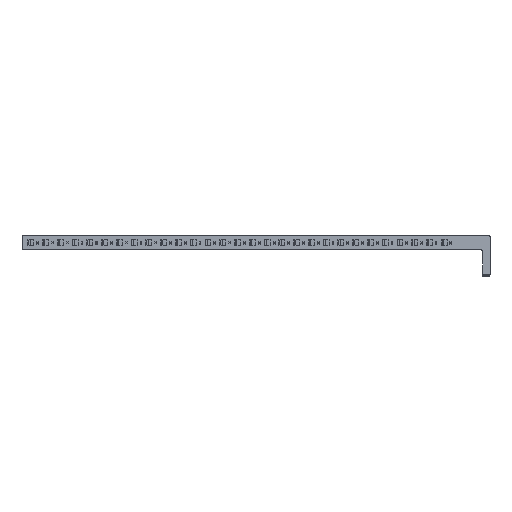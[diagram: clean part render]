
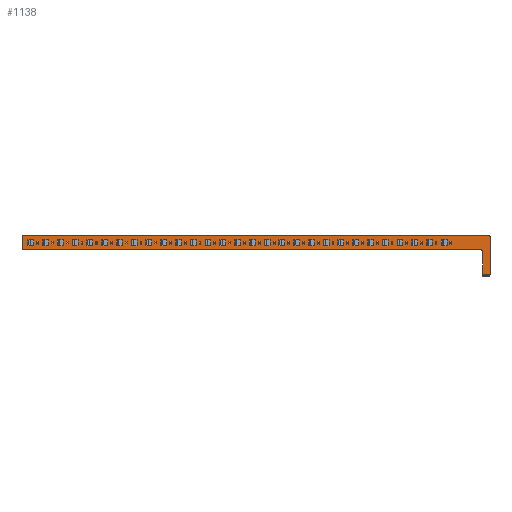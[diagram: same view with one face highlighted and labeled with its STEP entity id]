
A CAD part, front view. The second image highlights one B-rep face of the part: STEP entity #1138.
In plain terms, the highlighted planar face has unit normal (0, -1, 0).
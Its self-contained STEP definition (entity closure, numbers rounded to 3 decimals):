
#1113 = VERTEX_POINT('',#1114);
#1114 = CARTESIAN_POINT('',(189.589,250.24,13.675
    ));
#1120 = EDGE_CURVE('',#1121,#1113,#1123,.T.);
#1121 = VERTEX_POINT('',#1122);
#1122 = CARTESIAN_POINT('',(347.403,250.24,
    13.675));
#1123 = LINE('',#1124,#1125);
#1124 = CARTESIAN_POINT('',(347.403,250.24,
    13.675));
#1125 = VECTOR('',#1126,1.);
#1126 = DIRECTION('',(-1.,0.,0.));
#1138 = ADVANCED_FACE('',(#1139),#1260,.T.);
#1139 = FACE_BOUND('',#1140,.T.);
#1140 = EDGE_LOOP('',(#1141,#1142,#1150,#1158,#1166,#1174,#1182,#1190,
    #1198,#1206,#1214,#1222,#1230,#1238,#1246,#1254));
#1141 = ORIENTED_EDGE('',*,*,#1120,.T.);
#1142 = ORIENTED_EDGE('',*,*,#1143,.T.);
#1143 = EDGE_CURVE('',#1113,#1144,#1146,.T.);
#1144 = VERTEX_POINT('',#1145);
#1145 = CARTESIAN_POINT('',(189.589,250.24,8.675));
#1146 = LINE('',#1147,#1148);
#1147 = CARTESIAN_POINT('',(189.589,250.24,13.675
    ));
#1148 = VECTOR('',#1149,1.);
#1149 = DIRECTION('',(0.,0.,-1.));
#1150 = ORIENTED_EDGE('',*,*,#1151,.T.);
#1151 = EDGE_CURVE('',#1144,#1152,#1154,.T.);
#1152 = VERTEX_POINT('',#1153);
#1153 = CARTESIAN_POINT('',(345.039,250.24,8.675)
  );
#1154 = LINE('',#1155,#1156);
#1155 = CARTESIAN_POINT('',(189.589,250.24,8.675));
#1156 = VECTOR('',#1157,1.);
#1157 = DIRECTION('',(1.,0.,0.));
#1158 = ORIENTED_EDGE('',*,*,#1159,.T.);
#1159 = EDGE_CURVE('',#1152,#1160,#1162,.T.);
#1160 = VERTEX_POINT('',#1161);
#1161 = CARTESIAN_POINT('',(345.137,250.24,
    8.665));
#1162 = LINE('',#1163,#1164);
#1163 = CARTESIAN_POINT('',(345.039,250.24,8.675)
  );
#1164 = VECTOR('',#1165,1.);
#1165 = DIRECTION('',(0.995,0.,-0.102
    ));
#1166 = ORIENTED_EDGE('',*,*,#1167,.T.);
#1167 = EDGE_CURVE('',#1160,#1168,#1170,.T.);
#1168 = VERTEX_POINT('',#1169);
#1169 = CARTESIAN_POINT('',(345.317,250.24,
    8.591));
#1170 = LINE('',#1171,#1172);
#1171 = CARTESIAN_POINT('',(345.137,250.24,
    8.665));
#1172 = VECTOR('',#1173,1.);
#1173 = DIRECTION('',(0.925,0.,-0.38
    ));
#1174 = ORIENTED_EDGE('',*,*,#1175,.T.);
#1175 = EDGE_CURVE('',#1168,#1176,#1178,.T.);
#1176 = VERTEX_POINT('',#1177);
#1177 = CARTESIAN_POINT('',(345.455,250.24,
    8.453));
#1178 = LINE('',#1179,#1180);
#1179 = CARTESIAN_POINT('',(345.317,250.24,
    8.591));
#1180 = VECTOR('',#1181,1.);
#1181 = DIRECTION('',(0.707,0.,-0.707
    ));
#1182 = ORIENTED_EDGE('',*,*,#1183,.T.);
#1183 = EDGE_CURVE('',#1176,#1184,#1186,.T.);
#1184 = VERTEX_POINT('',#1185);
#1185 = CARTESIAN_POINT('',(345.529,250.24,
    8.273));
#1186 = LINE('',#1187,#1188);
#1187 = CARTESIAN_POINT('',(345.455,250.24,
    8.453));
#1188 = VECTOR('',#1189,1.);
#1189 = DIRECTION('',(0.38,0.,-0.925
    ));
#1190 = ORIENTED_EDGE('',*,*,#1191,.T.);
#1191 = EDGE_CURVE('',#1184,#1192,#1194,.T.);
#1192 = VERTEX_POINT('',#1193);
#1193 = CARTESIAN_POINT('',(345.539,250.24,
    8.175));
#1194 = LINE('',#1195,#1196);
#1195 = CARTESIAN_POINT('',(345.529,250.24,
    8.273));
#1196 = VECTOR('',#1197,1.);
#1197 = DIRECTION('',(0.101,0.,-0.995
    ));
#1198 = ORIENTED_EDGE('',*,*,#1199,.T.);
#1199 = EDGE_CURVE('',#1192,#1200,#1202,.T.);
#1200 = VERTEX_POINT('',#1201);
#1201 = CARTESIAN_POINT('',(345.539,250.24,
    0.395));
#1202 = LINE('',#1203,#1204);
#1203 = CARTESIAN_POINT('',(345.539,250.24,
    8.175));
#1204 = VECTOR('',#1205,1.);
#1205 = DIRECTION('',(0.,0.,-1.));
#1206 = ORIENTED_EDGE('',*,*,#1207,.T.);
#1207 = EDGE_CURVE('',#1200,#1208,#1210,.T.);
#1208 = VERTEX_POINT('',#1209);
#1209 = CARTESIAN_POINT('',(348.039,250.24,
    0.395));
#1210 = LINE('',#1211,#1212);
#1211 = CARTESIAN_POINT('',(345.539,250.24,
    0.395));
#1212 = VECTOR('',#1213,1.);
#1213 = DIRECTION('',(1.,0.,0.));
#1214 = ORIENTED_EDGE('',*,*,#1215,.T.);
#1215 = EDGE_CURVE('',#1208,#1216,#1218,.T.);
#1216 = VERTEX_POINT('',#1217);
#1217 = CARTESIAN_POINT('',(348.039,250.24,
    13.039));
#1218 = LINE('',#1219,#1220);
#1219 = CARTESIAN_POINT('',(348.039,250.24,
    0.395));
#1220 = VECTOR('',#1221,1.);
#1221 = DIRECTION('',(0.,0.,1.));
#1222 = ORIENTED_EDGE('',*,*,#1223,.T.);
#1223 = EDGE_CURVE('',#1216,#1224,#1226,.T.);
#1224 = VERTEX_POINT('',#1225);
#1225 = CARTESIAN_POINT('',(348.039,250.24,
    13.166));
#1226 = LINE('',#1227,#1228);
#1227 = CARTESIAN_POINT('',(348.039,250.24,
    13.039));
#1228 = VECTOR('',#1229,1.);
#1229 = DIRECTION('',(0.,0.,1.));
#1230 = ORIENTED_EDGE('',*,*,#1231,.T.);
#1231 = EDGE_CURVE('',#1224,#1232,#1234,.T.);
#1232 = VERTEX_POINT('',#1233);
#1233 = CARTESIAN_POINT('',(347.942,250.24,
    13.399));
#1234 = LINE('',#1235,#1236);
#1235 = CARTESIAN_POINT('',(348.039,250.24,
    13.166));
#1236 = VECTOR('',#1237,1.);
#1237 = DIRECTION('',(-0.384,0.,
    0.923));
#1238 = ORIENTED_EDGE('',*,*,#1239,.T.);
#1239 = EDGE_CURVE('',#1232,#1240,#1242,.T.);
#1240 = VERTEX_POINT('',#1241);
#1241 = CARTESIAN_POINT('',(347.763,250.24,
    13.578));
#1242 = LINE('',#1243,#1244);
#1243 = CARTESIAN_POINT('',(347.942,250.24,
    13.399));
#1244 = VECTOR('',#1245,1.);
#1245 = DIRECTION('',(-0.707,0.,0.707
    ));
#1246 = ORIENTED_EDGE('',*,*,#1247,.T.);
#1247 = EDGE_CURVE('',#1240,#1248,#1250,.T.);
#1248 = VERTEX_POINT('',#1249);
#1249 = CARTESIAN_POINT('',(347.53,250.24,
    13.675));
#1250 = LINE('',#1251,#1252);
#1251 = CARTESIAN_POINT('',(347.763,250.24,
    13.578));
#1252 = VECTOR('',#1253,1.);
#1253 = DIRECTION('',(-0.923,0.,0.384
    ));
#1254 = ORIENTED_EDGE('',*,*,#1255,.T.);
#1255 = EDGE_CURVE('',#1248,#1121,#1256,.T.);
#1256 = LINE('',#1257,#1258);
#1257 = CARTESIAN_POINT('',(347.53,250.24,
    13.675));
#1258 = VECTOR('',#1259,1.);
#1259 = DIRECTION('',(-1.,0.,0.));
#1260 = PLANE('',#1261);
#1261 = AXIS2_PLACEMENT_3D('',#1262,#1263,#1264);
#1262 = CARTESIAN_POINT('',(347.403,250.24,
    13.675));
#1263 = DIRECTION('',(0.,-1.,0.));
#1264 = DIRECTION('',(1.,0.,0.));
